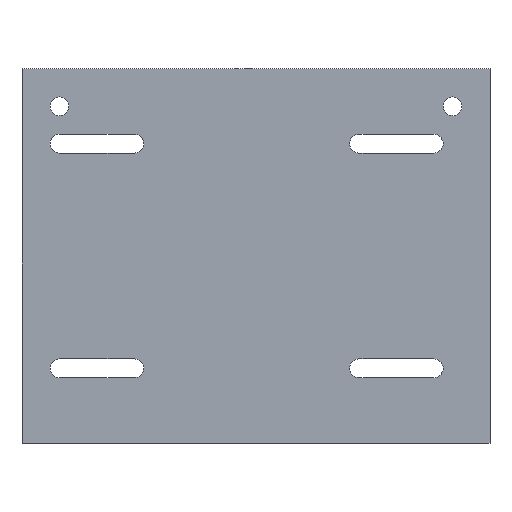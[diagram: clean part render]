
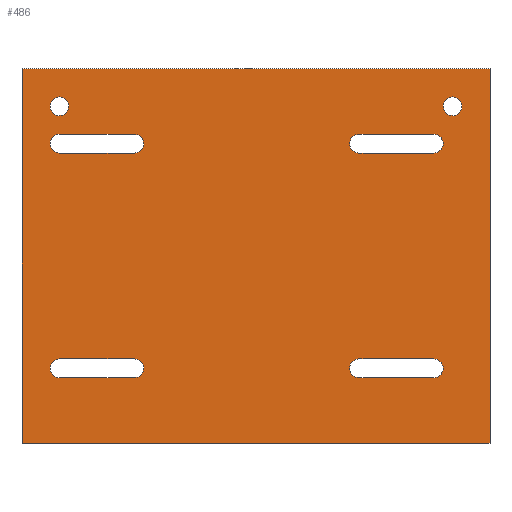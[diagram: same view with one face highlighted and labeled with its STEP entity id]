
A CAD part, top view. The second image highlights one B-rep face of the part: STEP entity #486.
In plain terms, the highlighted planar face has unit normal (0, 0, 1).
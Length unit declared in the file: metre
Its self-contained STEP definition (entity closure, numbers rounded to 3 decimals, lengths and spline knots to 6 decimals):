
#32=PLANE('',#543);
#38=LINE('',#694,#82);
#44=LINE('',#715,#88);
#48=LINE('',#728,#92);
#53=LINE('',#742,#97);
#56=LINE('',#749,#100);
#61=LINE('',#763,#105);
#64=LINE('',#770,#108);
#68=LINE('',#778,#112);
#71=LINE('',#784,#115);
#73=LINE('',#787,#117);
#75=LINE('',#806,#119);
#77=LINE('',#809,#121);
#82=VECTOR('',#559,1.);
#88=VECTOR('',#579,1.);
#92=VECTOR('',#591,1.);
#97=VECTOR('',#604,1.);
#100=VECTOR('',#609,1.);
#105=VECTOR('',#622,1.);
#108=VECTOR('',#627,1.);
#112=VECTOR('',#633,1.);
#115=VECTOR('',#638,1.);
#117=VECTOR('',#642,1.);
#119=VECTOR('',#670,1.);
#121=VECTOR('',#674,1.);
#206=ORIENTED_EDGE('',*,*,#292,.F.);
#207=ORIENTED_EDGE('',*,*,#296,.T.);
#208=ORIENTED_EDGE('',*,*,#299,.T.);
#209=ORIENTED_EDGE('',*,*,#311,.F.);
#210=ORIENTED_EDGE('',*,*,#308,.F.);
#211=ORIENTED_EDGE('',*,*,#306,.F.);
#212=ORIENTED_EDGE('',*,*,#282,.F.);
#213=ORIENTED_EDGE('',*,*,#286,.T.);
#214=ORIENTED_EDGE('',*,*,#289,.T.);
#215=ORIENTED_EDGE('',*,*,#305,.T.);
#216=ORIENTED_EDGE('',*,*,#272,.F.);
#217=ORIENTED_EDGE('',*,*,#276,.T.);
#218=ORIENTED_EDGE('',*,*,#279,.T.);
#219=ORIENTED_EDGE('',*,*,#303,.T.);
#220=ORIENTED_EDGE('',*,*,#262,.T.);
#221=ORIENTED_EDGE('',*,*,#266,.T.);
#222=ORIENTED_EDGE('',*,*,#269,.T.);
#223=ORIENTED_EDGE('',*,*,#301,.F.);
#224=ORIENTED_EDGE('',*,*,#252,.T.);
#225=ORIENTED_EDGE('',*,*,#256,.T.);
#226=ORIENTED_EDGE('',*,*,#259,.T.);
#227=ORIENTED_EDGE('',*,*,#313,.F.);
#252=EDGE_CURVE('',#317,#316,#359,.T.);
#256=EDGE_CURVE('',#316,#319,#38,.T.);
#259=EDGE_CURVE('',#319,#321,#361,.T.);
#262=EDGE_CURVE('',#325,#324,#363,.T.);
#266=EDGE_CURVE('',#324,#327,#44,.T.);
#269=EDGE_CURVE('',#327,#329,#365,.T.);
#272=EDGE_CURVE('',#332,#333,#48,.T.);
#276=EDGE_CURVE('',#332,#335,#367,.T.);
#279=EDGE_CURVE('',#335,#337,#53,.T.);
#282=EDGE_CURVE('',#340,#341,#56,.T.);
#286=EDGE_CURVE('',#340,#343,#369,.T.);
#289=EDGE_CURVE('',#343,#345,#61,.T.);
#292=EDGE_CURVE('',#348,#349,#64,.T.);
#296=EDGE_CURVE('',#348,#351,#68,.T.);
#299=EDGE_CURVE('',#351,#353,#71,.T.);
#301=EDGE_CURVE('',#325,#329,#73,.T.);
#303=EDGE_CURVE('',#337,#333,#371,.T.);
#305=EDGE_CURVE('',#345,#341,#373,.T.);
#306=EDGE_CURVE('',#354,#354,#374,.T.);
#308=EDGE_CURVE('',#356,#356,#376,.T.);
#311=EDGE_CURVE('',#349,#353,#75,.T.);
#313=EDGE_CURVE('',#317,#321,#77,.T.);
#316=VERTEX_POINT('',#685);
#317=VERTEX_POINT('',#687);
#319=VERTEX_POINT('',#693);
#321=VERTEX_POINT('',#699);
#324=VERTEX_POINT('',#706);
#325=VERTEX_POINT('',#708);
#327=VERTEX_POINT('',#714);
#329=VERTEX_POINT('',#720);
#332=VERTEX_POINT('',#727);
#333=VERTEX_POINT('',#729);
#335=VERTEX_POINT('',#735);
#337=VERTEX_POINT('',#741);
#340=VERTEX_POINT('',#748);
#341=VERTEX_POINT('',#750);
#343=VERTEX_POINT('',#756);
#345=VERTEX_POINT('',#762);
#348=VERTEX_POINT('',#769);
#349=VERTEX_POINT('',#771);
#351=VERTEX_POINT('',#777);
#353=VERTEX_POINT('',#783);
#354=VERTEX_POINT('',#796);
#356=VERTEX_POINT('',#801);
#359=CIRCLE('',#503,0.005);
#361=CIRCLE('',#507,0.005);
#363=CIRCLE('',#510,0.005);
#365=CIRCLE('',#514,0.005);
#367=CIRCLE('',#518,0.005);
#369=CIRCLE('',#523,0.005);
#371=CIRCLE('',#531,0.005);
#373=CIRCLE('',#534,0.005);
#374=CIRCLE('',#536,0.005);
#376=CIRCLE('',#539,0.005);
#402=EDGE_LOOP('',(#206,#207,#208,#209));
#403=EDGE_LOOP('',(#210));
#404=EDGE_LOOP('',(#211));
#405=EDGE_LOOP('',(#212,#213,#214,#215));
#406=EDGE_LOOP('',(#216,#217,#218,#219));
#407=EDGE_LOOP('',(#220,#221,#222,#223));
#408=EDGE_LOOP('',(#224,#225,#226,#227));
#440=FACE_BOUND('',#402,.T.);
#441=FACE_BOUND('',#403,.T.);
#442=FACE_BOUND('',#404,.T.);
#443=FACE_BOUND('',#405,.T.);
#444=FACE_BOUND('',#406,.T.);
#445=FACE_BOUND('',#407,.T.);
#446=FACE_BOUND('',#408,.T.);
#486=ADVANCED_FACE('',(#440,#441,#442,#443,#444,#445,#446),#32,.T.);
#503=AXIS2_PLACEMENT_3D('',#686,#552,#553);
#507=AXIS2_PLACEMENT_3D('',#700,#565,#566);
#510=AXIS2_PLACEMENT_3D('',#707,#572,#573);
#514=AXIS2_PLACEMENT_3D('',#721,#585,#586);
#518=AXIS2_PLACEMENT_3D('',#736,#598,#599);
#523=AXIS2_PLACEMENT_3D('',#757,#616,#617);
#531=AXIS2_PLACEMENT_3D('',#790,#647,#648);
#534=AXIS2_PLACEMENT_3D('',#793,#653,#654);
#536=AXIS2_PLACEMENT_3D('',#795,#657,#658);
#539=AXIS2_PLACEMENT_3D('',#800,#663,#664);
#543=AXIS2_PLACEMENT_3D('',#810,#675,#676);
#552=DIRECTION('',(0.,0.,-1.));
#553=DIRECTION('',(1.,0.,0.));
#559=DIRECTION('',(1.,0.,0.));
#565=DIRECTION('',(0.,0.,-1.));
#566=DIRECTION('',(1.,0.,0.));
#572=DIRECTION('',(0.,0.,-1.));
#573=DIRECTION('',(1.,0.,0.));
#579=DIRECTION('',(1.,0.,0.));
#585=DIRECTION('',(0.,0.,-1.));
#586=DIRECTION('',(1.,0.,0.));
#591=DIRECTION('',(1.,0.,0.));
#598=DIRECTION('',(0.,0.,-1.));
#599=DIRECTION('',(1.,0.,0.));
#604=DIRECTION('',(1.,0.,0.));
#609=DIRECTION('',(1.,0.,0.));
#616=DIRECTION('',(0.,0.,-1.));
#617=DIRECTION('',(1.,0.,0.));
#622=DIRECTION('',(1.,0.,0.));
#627=DIRECTION('',(0.,1.,0.));
#633=DIRECTION('',(1.,0.,0.));
#638=DIRECTION('',(0.,1.,0.));
#642=DIRECTION('',(1.,0.,0.));
#647=DIRECTION('',(0.,0.,-1.));
#648=DIRECTION('',(1.,0.,0.));
#653=DIRECTION('',(0.,0.,-1.));
#654=DIRECTION('',(1.,0.,0.));
#657=DIRECTION('',(0.,0.,1.));
#658=DIRECTION('',(1.,0.,0.));
#663=DIRECTION('',(0.,0.,1.));
#664=DIRECTION('',(1.,0.,0.));
#670=DIRECTION('',(1.,0.,0.));
#674=DIRECTION('',(1.,0.,0.));
#675=DIRECTION('',(0.,0.,1.));
#676=DIRECTION('',(1.,0.,0.));
#685=CARTESIAN_POINT('',(0.02,0.045,0.005));
#686=CARTESIAN_POINT('',(0.02,0.04,0.005));
#687=CARTESIAN_POINT('',(0.02,0.035,0.005));
#693=CARTESIAN_POINT('',(0.06,0.045,0.005));
#694=CARTESIAN_POINT('',(0.04,0.045,0.005));
#699=CARTESIAN_POINT('',(0.06,0.035,0.005));
#700=CARTESIAN_POINT('',(0.06,0.04,0.005));
#706=CARTESIAN_POINT('',(0.18,0.045,0.005));
#707=CARTESIAN_POINT('',(0.18,0.04,0.005));
#708=CARTESIAN_POINT('',(0.18,0.035,0.005));
#714=CARTESIAN_POINT('',(0.22,0.045,0.005));
#715=CARTESIAN_POINT('',(0.2,0.045,0.005));
#720=CARTESIAN_POINT('',(0.22,0.035,0.005));
#721=CARTESIAN_POINT('',(0.22,0.04,0.005));
#727=CARTESIAN_POINT('',(0.02,0.155,0.005));
#728=CARTESIAN_POINT('',(0.04,0.155,0.005));
#729=CARTESIAN_POINT('',(0.06,0.155,0.005));
#735=CARTESIAN_POINT('',(0.02,0.165,0.005));
#736=CARTESIAN_POINT('',(0.02,0.16,0.005));
#741=CARTESIAN_POINT('',(0.06,0.165,0.005));
#742=CARTESIAN_POINT('',(0.04,0.165,0.005));
#748=CARTESIAN_POINT('',(0.18,0.155,0.005));
#749=CARTESIAN_POINT('',(0.2,0.155,0.005));
#750=CARTESIAN_POINT('',(0.22,0.155,0.005));
#756=CARTESIAN_POINT('',(0.18,0.165,0.005));
#757=CARTESIAN_POINT('',(0.18,0.16,0.005));
#762=CARTESIAN_POINT('',(0.22,0.165,0.005));
#763=CARTESIAN_POINT('',(0.2,0.165,0.005));
#769=CARTESIAN_POINT('',(0.,0.,0.005));
#770=CARTESIAN_POINT('',(0.,0.1,0.005));
#771=CARTESIAN_POINT('',(0.,0.2,0.005));
#777=CARTESIAN_POINT('',(0.25,0.,0.005));
#778=CARTESIAN_POINT('',(0.125,0.,0.005));
#783=CARTESIAN_POINT('',(0.25,0.2,0.005));
#784=CARTESIAN_POINT('',(0.25,0.1,0.005));
#787=CARTESIAN_POINT('',(0.2,0.035,0.005));
#790=CARTESIAN_POINT('',(0.06,0.16,0.005));
#793=CARTESIAN_POINT('',(0.22,0.16,0.005));
#795=CARTESIAN_POINT('',(0.23,0.18,0.005));
#796=CARTESIAN_POINT('',(0.235,0.18,0.005));
#800=CARTESIAN_POINT('',(0.02,0.18,0.005));
#801=CARTESIAN_POINT('',(0.025,0.18,0.005));
#806=CARTESIAN_POINT('',(0.125,0.2,0.005));
#809=CARTESIAN_POINT('',(0.04,0.035,0.005));
#810=CARTESIAN_POINT('',(0.125,0.1,0.005));
